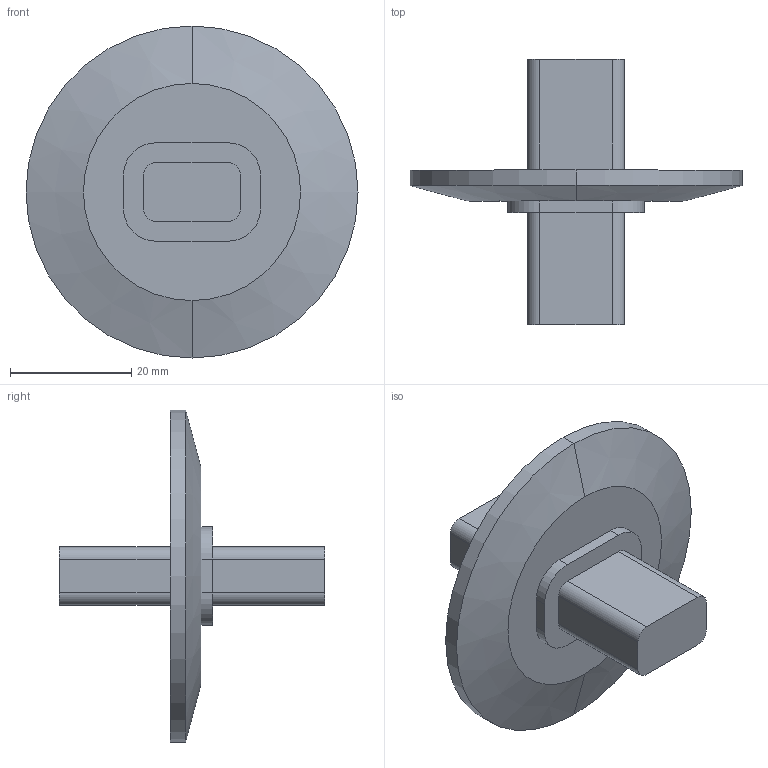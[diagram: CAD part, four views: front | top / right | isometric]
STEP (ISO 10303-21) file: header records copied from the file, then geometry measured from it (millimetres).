
FILE_DESCRIPTION (( 'STEP AP203' ), '1' );
FILE_NAME ('A12310-1-QF.STEP', '2014-04-28T15:03:10', ( '' ), ( '' ), 'SwSTEP 2.0', 'SolidWorks 2014', '' );
FILE_SCHEMA (( 'CONFIG_CONTROL_DESIGN' ));
Length unit declared in the file: inch
Products named in the file (1): A12310-1-QF
Bounding box: 54.86 x 43.81 x 54.86 mm (x, y, z)
Volume: 15309.5 mm3; surface area: 7792.1 mm2
Topology: 1 solids, 1 shells, 44 faces, 106 edges, 70 vertices
Faces by surface type: plane 24, cylinder 18, cone 2
Entity records: 1371 total; most frequent: DIRECTION 234, CARTESIAN_POINT 221, ORIENTED_EDGE 212, EDGE_CURVE 106, AXIS2_PLACEMENT_3D 83, VERTEX_POINT 70, VECTOR 68, LINE 68
